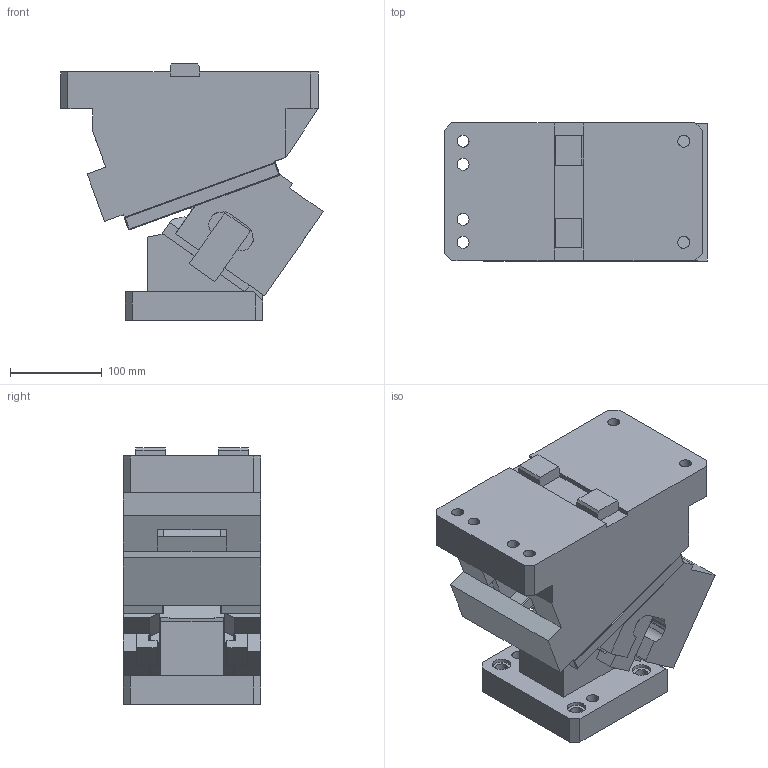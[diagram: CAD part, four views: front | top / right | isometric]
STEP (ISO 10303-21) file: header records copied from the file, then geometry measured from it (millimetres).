
FILE_DESCRIPTION(('CATIA V5 STEP Exchange'),'2;1');
FILE_NAME('CACC_150_35.stp','2015-04-21T14:33:37+00:00',('none'),('none'),'CATIA Version 5 Release 19 SP 2 (IN-10)','CATIA V5 STEP AP203','none');
FILE_SCHEMA(('CONFIG_CONTROL_DESIGN'));
Length unit declared in the file: millimetre
Products named in the file (1): CACC_150_35
Bounding box: 285.66 x 150 x 279 mm (x, y, z)
Volume: 6726530.8 mm3; surface area: 524953.3 mm2
Topology: 3 solids, 5 shells, 350 faces, 992 edges, 659 vertices
Faces by surface type: plane 253, cylinder 95, cone 2
Entity records: 11730 total; most frequent: CARTESIAN_POINT 3020, ORIENTED_EDGE 1980, DIRECTION 1457, EDGE_CURVE 990, VECTOR 791, LINE 791, VERTEX_POINT 659, EDGE_LOOP 385
